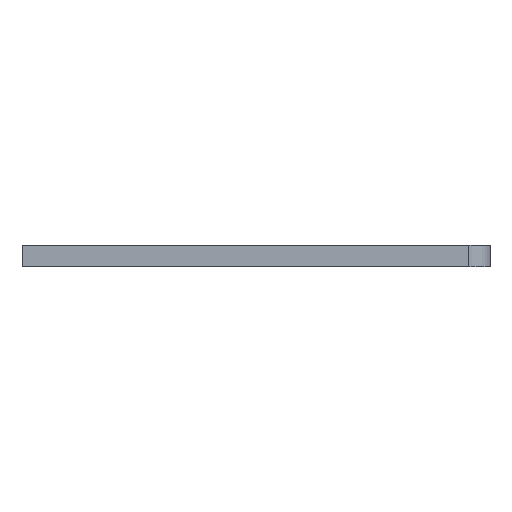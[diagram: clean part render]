
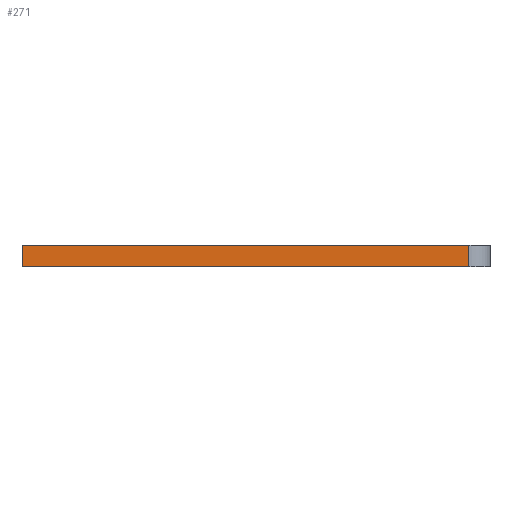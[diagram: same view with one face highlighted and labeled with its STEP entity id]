
A CAD part, front view. The second image highlights one B-rep face of the part: STEP entity #271.
In plain terms, the highlighted planar face has unit normal (0, -1, 0).
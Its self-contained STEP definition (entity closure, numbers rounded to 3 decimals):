
#96=DIRECTION(' ',(-0.,-1.,-0.));
#101=CARTESIAN_POINT(' ',(266.7,0.,-12.7));
#106=DIRECTION(' ',(0.,0.,1.));
#111=AXIS2_PLACEMENT_3D(' ',#101,#96,#106);
#116=PLANE('',#111);
#121=CARTESIAN_POINT(' ',(266.7,0.,0.));
#126=DIRECTION(' ',(-1.,0.,0.));
#131=VECTOR(' ',#126,1.);
#136=LINE('',#121,#131);
#141=CARTESIAN_POINT(' ',(266.7,0.,0.));
#142=VERTEX_POINT(' ',#141);
#146=CARTESIAN_POINT(' ',(0.,0.,0.));
#147=VERTEX_POINT(' ',#146);
#151=EDGE_CURVE(' ',#142,#147,#136,.T.);
#156=ORIENTED_EDGE(' ',*,*,#151,.T.);
#161=CARTESIAN_POINT(' ',(0.,0.,-12.7));
#166=DIRECTION(' ',(0.,0.,1.));
#171=VECTOR(' ',#166,1.);
#176=LINE('',#161,#171);
#181=CARTESIAN_POINT(' ',(0.,0.,-12.7));
#182=VERTEX_POINT(' ',#181);
#186=EDGE_CURVE(' ',#182,#147,#176,.T.);
#191=ORIENTED_EDGE(' ',*,*,#186,.F.);
#196=CARTESIAN_POINT(' ',(266.7,0.,-12.7));
#201=DIRECTION(' ',(-1.,0.,0.));
#206=VECTOR(' ',#201,1.);
#211=LINE('',#196,#206);
#216=CARTESIAN_POINT(' ',(266.7,0.,-12.7));
#217=VERTEX_POINT(' ',#216);
#221=EDGE_CURVE(' ',#217,#182,#211,.T.);
#226=ORIENTED_EDGE(' ',*,*,#221,.F.);
#231=CARTESIAN_POINT(' ',(266.7,0.,-12.7));
#236=DIRECTION(' ',(0.,0.,1.));
#241=VECTOR(' ',#236,1.);
#246=LINE('',#231,#241);
#251=EDGE_CURVE(' ',#217,#142,#246,.T.);
#256=ORIENTED_EDGE(' ',*,*,#251,.T.);
#261=EDGE_LOOP(' ',(#156,#191,#226,#256));
#266=FACE_OUTER_BOUND(' ',#261,.T.);
#271=ADVANCED_FACE('',(#266),#116,.T.);
